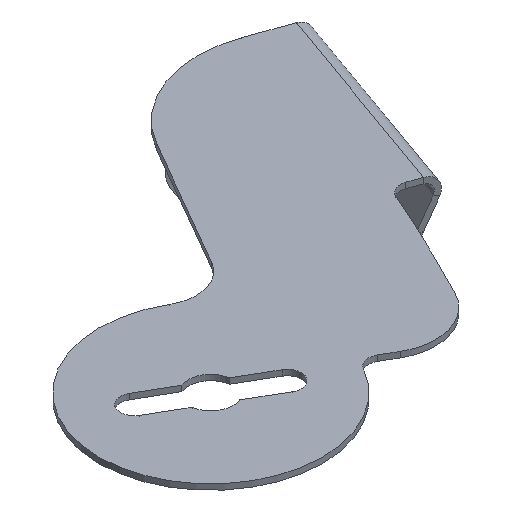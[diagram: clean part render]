
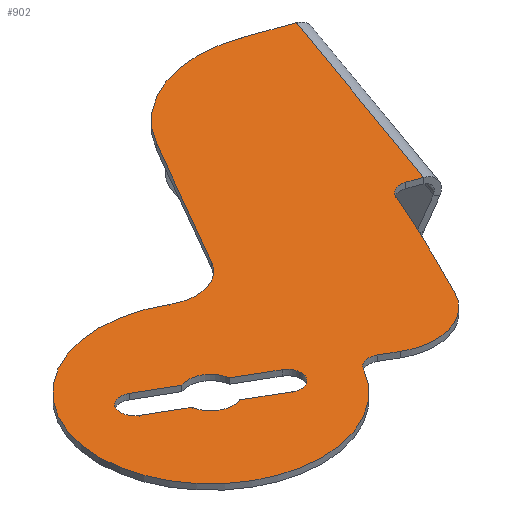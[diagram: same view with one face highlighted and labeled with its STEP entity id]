
A CAD part, isometric view. The second image highlights one B-rep face of the part: STEP entity #902.
In plain terms, the highlighted planar face has unit normal (0, 0, 1).
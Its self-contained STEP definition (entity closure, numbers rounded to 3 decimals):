
#23=FACE_BOUND('',#131,.T.);
#34=PLANE('',#970);
#74=FACE_OUTER_BOUND('',#130,.T.);
#130=EDGE_LOOP('',(#667,#668,#669,#670,#671,#672,#673,#674,#675,#676,#677,
#678));
#131=EDGE_LOOP('',(#679,#680,#681,#682,#683,#684,#685,#686));
#199=LINE('',#1416,#291);
#200=LINE('',#1418,#292);
#201=LINE('',#1420,#293);
#202=LINE('',#1424,#294);
#203=LINE('',#1431,#295);
#204=LINE('',#1434,#296);
#205=LINE('',#1438,#297);
#206=LINE('',#1442,#298);
#207=LINE('',#1446,#299);
#291=VECTOR('',#1126,1.);
#292=VECTOR('',#1127,15.);
#293=VECTOR('',#1128,3.061);
#294=VECTOR('',#1131,10.754);
#295=VECTOR('',#1138,1.185);
#296=VECTOR('',#1139,2.751);
#297=VECTOR('',#1142,2.751);
#298=VECTOR('',#1145,2.751);
#299=VECTOR('',#1148,2.751);
#366=CIRCLE('',#968,4.);
#368=CIRCLE('',#971,124.289);
#369=CIRCLE('',#972,1.);
#370=CIRCLE('',#973,8.);
#371=CIRCLE('',#974,3.);
#372=CIRCLE('',#975,8.);
#373=CIRCLE('',#976,1.);
#374=CIRCLE('',#977,1.6);
#375=CIRCLE('',#978,1.);
#376=CIRCLE('',#979,1.6);
#377=CIRCLE('',#980,1.);
#420=VERTEX_POINT('',#1402);
#421=VERTEX_POINT('',#1403);
#424=VERTEX_POINT('',#1411);
#425=VERTEX_POINT('',#1413);
#426=VERTEX_POINT('',#1415);
#427=VERTEX_POINT('',#1417);
#428=VERTEX_POINT('',#1419);
#429=VERTEX_POINT('',#1421);
#430=VERTEX_POINT('',#1423);
#431=VERTEX_POINT('',#1425);
#432=VERTEX_POINT('',#1427);
#433=VERTEX_POINT('',#1429);
#434=VERTEX_POINT('',#1432);
#435=VERTEX_POINT('',#1433);
#436=VERTEX_POINT('',#1435);
#437=VERTEX_POINT('',#1437);
#438=VERTEX_POINT('',#1439);
#439=VERTEX_POINT('',#1441);
#440=VERTEX_POINT('',#1443);
#441=VERTEX_POINT('',#1445);
#508=EDGE_CURVE('',#420,#421,#366,.T.);
#512=EDGE_CURVE('',#420,#424,#368,.T.);
#513=EDGE_CURVE('',#424,#425,#369,.T.);
#514=EDGE_CURVE('',#425,#426,#199,.T.);
#515=EDGE_CURVE('',#426,#427,#200,.T.);
#516=EDGE_CURVE('',#427,#428,#201,.T.);
#517=EDGE_CURVE('',#429,#428,#370,.T.);
#518=EDGE_CURVE('',#429,#430,#202,.T.);
#519=EDGE_CURVE('',#431,#430,#371,.T.);
#520=EDGE_CURVE('',#432,#431,#372,.T.);
#521=EDGE_CURVE('',#433,#432,#373,.T.);
#522=EDGE_CURVE('',#433,#421,#203,.T.);
#523=EDGE_CURVE('',#434,#435,#204,.T.);
#524=EDGE_CURVE('',#435,#436,#374,.T.);
#525=EDGE_CURVE('',#436,#437,#205,.T.);
#526=EDGE_CURVE('',#437,#438,#375,.T.);
#527=EDGE_CURVE('',#438,#439,#206,.T.);
#528=EDGE_CURVE('',#439,#440,#376,.T.);
#529=EDGE_CURVE('',#440,#441,#207,.T.);
#530=EDGE_CURVE('',#441,#434,#377,.T.);
#667=ORIENTED_EDGE('',*,*,#508,.F.);
#668=ORIENTED_EDGE('',*,*,#512,.T.);
#669=ORIENTED_EDGE('',*,*,#513,.T.);
#670=ORIENTED_EDGE('',*,*,#514,.T.);
#671=ORIENTED_EDGE('',*,*,#515,.T.);
#672=ORIENTED_EDGE('',*,*,#516,.T.);
#673=ORIENTED_EDGE('',*,*,#517,.F.);
#674=ORIENTED_EDGE('',*,*,#518,.T.);
#675=ORIENTED_EDGE('',*,*,#519,.F.);
#676=ORIENTED_EDGE('',*,*,#520,.F.);
#677=ORIENTED_EDGE('',*,*,#521,.F.);
#678=ORIENTED_EDGE('',*,*,#522,.T.);
#679=ORIENTED_EDGE('',*,*,#523,.T.);
#680=ORIENTED_EDGE('',*,*,#524,.T.);
#681=ORIENTED_EDGE('',*,*,#525,.T.);
#682=ORIENTED_EDGE('',*,*,#526,.T.);
#683=ORIENTED_EDGE('',*,*,#527,.T.);
#684=ORIENTED_EDGE('',*,*,#528,.T.);
#685=ORIENTED_EDGE('',*,*,#529,.T.);
#686=ORIENTED_EDGE('',*,*,#530,.T.);
#902=ADVANCED_FACE('',(#74,#23),#34,.T.);
#968=AXIS2_PLACEMENT_3D('',#1404,#1114,#1115);
#970=AXIS2_PLACEMENT_3D('',#1410,#1120,#1121);
#971=AXIS2_PLACEMENT_3D('',#1412,#1122,#1123);
#972=AXIS2_PLACEMENT_3D('',#1414,#1124,#1125);
#973=AXIS2_PLACEMENT_3D('',#1422,#1129,#1130);
#974=AXIS2_PLACEMENT_3D('',#1426,#1132,#1133);
#975=AXIS2_PLACEMENT_3D('',#1428,#1134,#1135);
#976=AXIS2_PLACEMENT_3D('',#1430,#1136,#1137);
#977=AXIS2_PLACEMENT_3D('',#1436,#1140,#1141);
#978=AXIS2_PLACEMENT_3D('',#1440,#1143,#1144);
#979=AXIS2_PLACEMENT_3D('',#1444,#1146,#1147);
#980=AXIS2_PLACEMENT_3D('',#1447,#1149,#1150);
#1114=DIRECTION('center_axis',(0.,0.,
-1.));
#1115=DIRECTION('ref_axis',(0.279,-0.96,0.));
#1120=DIRECTION('center_axis',(0.,0.,
1.));
#1121=DIRECTION('ref_axis',(1.,0.,0.));
#1122=DIRECTION('center_axis',(0.,0.,
1.));
#1123=DIRECTION('ref_axis',(-0.87,0.493,0.));
#1124=DIRECTION('center_axis',(0.,0.,
-1.));
#1125=DIRECTION('ref_axis',(-0.335,-0.942,0.));
#1126=DIRECTION('',(0.942,-0.335,0.));
#1127=DIRECTION('',(0.335,0.942,0.));
#1128=DIRECTION('',(-0.942,0.335,0.));
#1129=DIRECTION('center_axis',(0.,0.,
-1.));
#1130=DIRECTION('ref_axis',(-0.346,0.938,0.));
#1131=DIRECTION('',(-0.5,-0.866,0.));
#1132=DIRECTION('center_axis',(0.,0.,
1.));
#1133=DIRECTION('ref_axis',(0.259,-0.966,0.));
#1134=DIRECTION('center_axis',(0.,0.,
-1.));
#1135=DIRECTION('ref_axis',(-0.866,0.5,0.));
#1136=DIRECTION('center_axis',(0.,0.,
1.));
#1137=DIRECTION('ref_axis',(-0.259,0.966,0.));
#1138=DIRECTION('',(0.866,-0.5,0.));
#1139=DIRECTION('',(0.866,-0.5,0.));
#1140=DIRECTION('center_axis',(0.,0.,
-1.));
#1141=DIRECTION('ref_axis',(0.989,0.151,0.));
#1142=DIRECTION('',(0.866,-0.5,0.));
#1143=DIRECTION('center_axis',(0.,0.,
-1.));
#1144=DIRECTION('ref_axis',(-0.5,-0.866,0.));
#1145=DIRECTION('',(-0.866,0.5,0.));
#1146=DIRECTION('center_axis',(0.,0.,
-1.));
#1147=DIRECTION('ref_axis',(-0.989,-0.151,0.));
#1148=DIRECTION('',(-0.866,0.5,0.));
#1149=DIRECTION('center_axis',(0.,0.,
-1.));
#1150=DIRECTION('ref_axis',(0.5,0.866,0.));
#1402=CARTESIAN_POINT('',(110.127,-57.617,-23.9));
#1403=CARTESIAN_POINT('',(104.583,-59.226,-23.9));
#1404=CARTESIAN_POINT('Origin',(106.583,-55.762,-23.9));
#1410=CARTESIAN_POINT('Origin',(95.8,-55.066,-23.9));
#1411=CARTESIAN_POINT('',(114.01,-49.491,-23.9));
#1412=CARTESIAN_POINT('Origin',(0.,0.,
-23.9));
#1413=CARTESIAN_POINT('',(115.263,-48.947,-23.9));
#1414=CARTESIAN_POINT('Origin',(114.928,-49.889,-23.9));
#1415=CARTESIAN_POINT('',(116.205,-49.282,-23.9));
#1416=CARTESIAN_POINT('',(115.263,-48.947,-23.9));
#1417=CARTESIAN_POINT('',(121.23,-35.149,-23.9));
#1418=CARTESIAN_POINT('',(116.205,-49.282,-23.9));
#1419=CARTESIAN_POINT('',(118.346,-34.123,-23.9));
#1420=CARTESIAN_POINT('',(121.23,-35.149,-23.9));
#1421=CARTESIAN_POINT('',(108.738,-37.661,-23.9));
#1422=CARTESIAN_POINT('Origin',(115.666,-41.661,-23.9));
#1423=CARTESIAN_POINT('',(103.361,-46.974,-23.9));
#1424=CARTESIAN_POINT('',(112.069,-31.891,-23.9));
#1425=CARTESIAN_POINT('',(99.263,-48.072,-23.9));
#1426=CARTESIAN_POINT('Origin',(100.763,-45.474,-23.9));
#1427=CARTESIAN_POINT('',(102.191,-59.,-23.9));
#1428=CARTESIAN_POINT('Origin',(95.263,-55.,-23.9));
#1429=CARTESIAN_POINT('',(103.557,-58.634,-23.9));
#1430=CARTESIAN_POINT('Origin',(103.057,-59.5,-23.9));
#1431=CARTESIAN_POINT('',(102.637,-58.103,-23.9));
#1432=CARTESIAN_POINT('',(92.299,-52.134,-23.9));
#1433=CARTESIAN_POINT('',(94.681,-53.509,-23.9));
#1434=CARTESIAN_POINT('',(94.247,-53.259,-23.9));
#1435=CARTESIAN_POINT('',(96.844,-54.758,-23.9));
#1436=CARTESIAN_POINT('Origin',(95.263,-55.,-23.9));
#1437=CARTESIAN_POINT('',(99.227,-56.134,-23.9));
#1438=CARTESIAN_POINT('',(96.519,-54.571,-23.9));
#1439=CARTESIAN_POINT('',(98.227,-57.866,-23.9));
#1440=CARTESIAN_POINT('Origin',(98.727,-57.,-23.9));
#1441=CARTESIAN_POINT('',(95.844,-56.491,-23.9));
#1442=CARTESIAN_POINT('',(96.711,-56.991,-23.9));
#1443=CARTESIAN_POINT('',(93.681,-55.242,-23.9));
#1444=CARTESIAN_POINT('Origin',(95.263,-55.,-23.9));
#1445=CARTESIAN_POINT('',(91.299,-53.866,-23.9));
#1446=CARTESIAN_POINT('',(94.438,-55.678,-23.9));
#1447=CARTESIAN_POINT('Origin',(91.799,-53.,-23.9));
